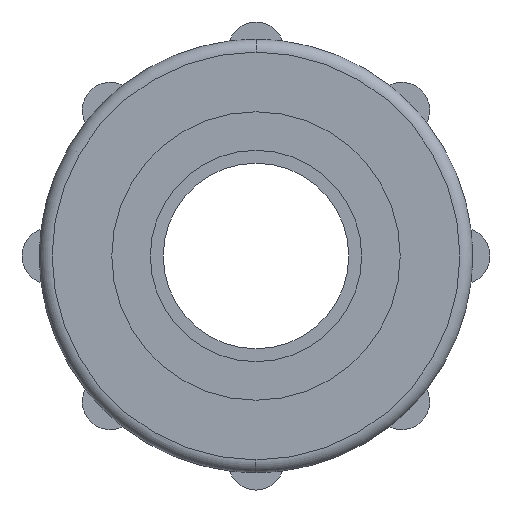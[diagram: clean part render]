
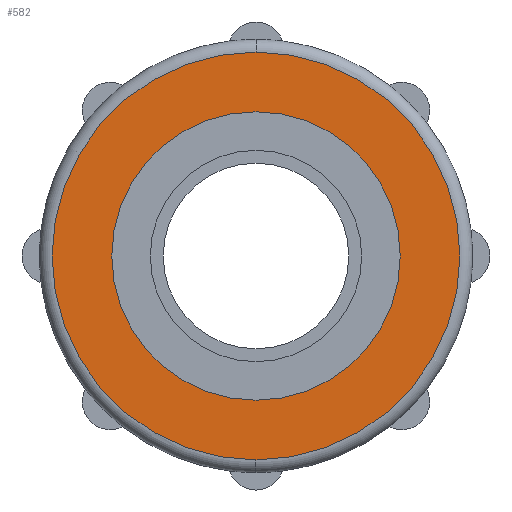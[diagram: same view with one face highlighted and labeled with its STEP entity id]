
A CAD part, left-side view. The second image highlights one B-rep face of the part: STEP entity #582.
In plain terms, the highlighted planar face has unit normal (-1, 0, 0).
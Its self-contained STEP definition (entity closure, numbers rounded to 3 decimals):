
#438 = VERTEX_POINT( '', #1123 );
#552 = VERTEX_POINT( '', #1253 );
#582 = ADVANCED_FACE( '', ( #1288, #1289 ), #1290, .T. );
#652 = VERTEX_POINT( '', #1368 );
#726 = EDGE_CURVE( '', #552, #438, #1444, .T. );
#742 = VERTEX_POINT( '', #1462 );
#768 = EDGE_CURVE( '', #652, #552, #1491, .T. );
#818 = EDGE_CURVE( '', #1000, #742, #1545, .T. );
#864 = EDGE_CURVE( '', #438, #652, #1595, .T. );
#960 = EDGE_CURVE( '', #742, #1000, #1703, .T. );
#1000 = VERTEX_POINT( '', #1750 );
#1123 = CARTESIAN_POINT( '', ( -9., 0., -19.3 ) );
#1253 = CARTESIAN_POINT( '', ( -9., 19.3, 0. ) );
#1288 = FACE_BOUND( '', #2184, .T. );
#1289 = FACE_OUTER_BOUND( '', #2185, .T. );
#1290 = PLANE( '', #2186 );
#1368 = CARTESIAN_POINT( '', ( -9., 0., 19.3 ) );
#1444 = CIRCLE( '', #2412, 19.3 );
#1462 = CARTESIAN_POINT( '', ( -9., -13.65, 0. ) );
#1491 = CIRCLE( '', #2523, 19.3 );
#1545 = CIRCLE( '', #2589, 13.65 );
#1595 = CIRCLE( '', #2651, 19.3 );
#1703 = CIRCLE( '', #2787, 13.65 );
#1750 = CARTESIAN_POINT( '', ( -9., 13.65, 0. ) );
#2184 = EDGE_LOOP( '', ( #3240, #3241 ) );
#2185 = EDGE_LOOP( '', ( #3242, #3243, #3244 ) );
#2186 = AXIS2_PLACEMENT_3D( '', #3245, #3246, #3247 );
#2412 = AXIS2_PLACEMENT_3D( '', #3413, #3414, #3415 );
#2523 = AXIS2_PLACEMENT_3D( '', #3466, #3467, #3468 );
#2589 = AXIS2_PLACEMENT_3D( '', #3529, #3530, #3531 );
#2651 = AXIS2_PLACEMENT_3D( '', #3596, #3597, #3598 );
#2787 = AXIS2_PLACEMENT_3D( '', #3745, #3746, #3747 );
#3240 = ORIENTED_EDGE( '', *, *, #818, .F. );
#3241 = ORIENTED_EDGE( '', *, *, #960, .F. );
#3242 = ORIENTED_EDGE( '', *, *, #726, .T. );
#3243 = ORIENTED_EDGE( '', *, *, #864, .T. );
#3244 = ORIENTED_EDGE( '', *, *, #768, .T. );
#3245 = CARTESIAN_POINT( '', ( -9., 16.475, 0. ) );
#3246 = DIRECTION( '', ( -1., 0., 0. ) );
#3247 = DIRECTION( '', ( 0., 1., 0. ) );
#3413 = CARTESIAN_POINT( '', ( -9., 0., 0. ) );
#3414 = DIRECTION( '', ( -1., 0., 0. ) );
#3415 = DIRECTION( '', ( 0., 1., 0. ) );
#3466 = CARTESIAN_POINT( '', ( -9., 0., 0. ) );
#3467 = DIRECTION( '', ( -1., 0., 0. ) );
#3468 = DIRECTION( '', ( 0., 1., 0. ) );
#3529 = CARTESIAN_POINT( '', ( -9., 0., 0. ) );
#3530 = DIRECTION( '', ( -1., 0., 0. ) );
#3531 = DIRECTION( '', ( 0., 1., 0. ) );
#3596 = CARTESIAN_POINT( '', ( -9., 0., 0. ) );
#3597 = DIRECTION( '', ( -1., 0., 0. ) );
#3598 = DIRECTION( '', ( 0., 1., 0. ) );
#3745 = CARTESIAN_POINT( '', ( -9., 0., 0. ) );
#3746 = DIRECTION( '', ( -1., 0., 0. ) );
#3747 = DIRECTION( '', ( 0., 1., 0. ) );
